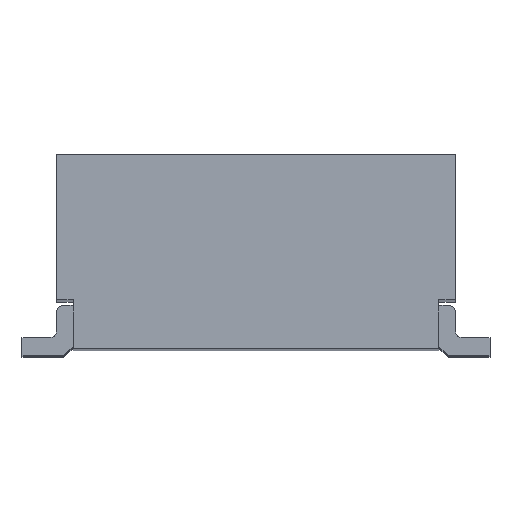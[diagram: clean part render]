
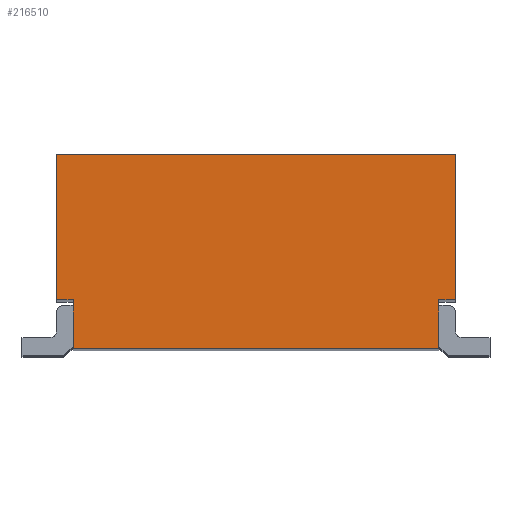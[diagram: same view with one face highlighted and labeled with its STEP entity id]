
A CAD part, top view. The second image highlights one B-rep face of the part: STEP entity #216510.
In plain terms, the highlighted planar face has unit normal (0, 0, 1).
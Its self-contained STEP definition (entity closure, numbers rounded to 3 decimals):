
#11780=CARTESIAN_POINT('',(-1.44,0.35,5.185));
#11790=VERTEX_POINT('',#11780);
#12280=CARTESIAN_POINT('',(-1.44,1.4,5.185));
#12290=VERTEX_POINT('',#12280);
#12320=CARTESIAN_POINT('',(-1.44,0.35,5.185));
#12330=DIRECTION('',(0.,1.,0.));
#12340=VECTOR('',#12330,1.);
#12350=LINE('',#12320,#12340);
#12360=EDGE_CURVE('',#11790,#12290,#12350,.T.);
#27470=CARTESIAN_POINT('',(1.44,1.4,5.185));
#27480=VERTEX_POINT('',#27470);
#27510=CARTESIAN_POINT('',(0.,1.4,5.185));
#27520=DIRECTION('',(1.,0.,0.));
#27530=VECTOR('',#27520,1.);
#27540=LINE('',#27510,#27530);
#27550=EDGE_CURVE('',#12290,#27480,#27540,.T.);
#126500=CARTESIAN_POINT('',(-1.32,0.35,5.185));
#126510=DIRECTION('',(-1.,0.,0.));
#126520=VECTOR('',#126510,1.);
#126530=LINE('',#126500,#126520);
#126540=CARTESIAN_POINT('',(-1.32,0.35,5.185));
#126550=VERTEX_POINT('',#126540);
#126560=EDGE_CURVE('',#126550,#11790,#126530,.T.);
#138370=CARTESIAN_POINT('',(-1.32,0.,5.185));
#138380=VERTEX_POINT('',#138370);
#138410=CARTESIAN_POINT('',(0.,0.,
5.185));
#138420=DIRECTION('',(-1.,0.,0.));
#138430=VECTOR('',#138420,1.);
#138440=LINE('',#138410,#138430);
#138450=CARTESIAN_POINT('',(1.32,0.,5.185));
#138460=VERTEX_POINT('',#138450);
#138470=EDGE_CURVE('',#138460,#138380,#138440,.T.);
#216120=CARTESIAN_POINT('',(-0.6,0.,
5.185));
#216130=DIRECTION('',(0.,0.,1.));
#216140=DIRECTION('',(0.,1.,0.));
#216150=AXIS2_PLACEMENT_3D('',#216120,#216130,#216140);
#216160=PLANE('',#216150);
#216170=ORIENTED_EDGE('',*,*,#138470,.F.);
#216180=CARTESIAN_POINT('',(-1.32,0.,5.185));
#216190=DIRECTION('',(0.,1.,0.));
#216200=VECTOR('',#216190,1.);
#216210=LINE('',#216180,#216200);
#216220=EDGE_CURVE('',#138380,#126550,#216210,.T.);
#216230=ORIENTED_EDGE('',*,*,#216220,.F.);
#216240=ORIENTED_EDGE('',*,*,#126560,.F.);
#216250=ORIENTED_EDGE('',*,*,#12360,.F.);
#216260=ORIENTED_EDGE('',*,*,#27550,.F.);
#216270=CARTESIAN_POINT('',(1.44,0.35,5.185));
#216280=DIRECTION('',(0.,1.,0.));
#216290=VECTOR('',#216280,1.);
#216300=LINE('',#216270,#216290);
#216310=CARTESIAN_POINT('',(1.44,0.35,5.185));
#216320=VERTEX_POINT('',#216310);
#216330=EDGE_CURVE('',#216320,#27480,#216300,.T.);
#216340=ORIENTED_EDGE('',*,*,#216330,.T.);
#216350=CARTESIAN_POINT('',(1.32,0.35,5.185));
#216360=DIRECTION('',(1.,0.,0.));
#216370=VECTOR('',#216360,1.);
#216380=LINE('',#216350,#216370);
#216390=CARTESIAN_POINT('',(1.32,0.35,5.185));
#216400=VERTEX_POINT('',#216390);
#216410=EDGE_CURVE('',#216400,#216320,#216380,.T.);
#216420=ORIENTED_EDGE('',*,*,#216410,.T.);
#216430=CARTESIAN_POINT('',(1.32,0.,5.185));
#216440=DIRECTION('',(0.,1.,0.));
#216450=VECTOR('',#216440,1.);
#216460=LINE('',#216430,#216450);
#216470=EDGE_CURVE('',#138460,#216400,#216460,.T.);
#216480=ORIENTED_EDGE('',*,*,#216470,.T.);
#216490=EDGE_LOOP('',(#216480,#216420,#216340,#216260,#216250,#216240,
#216230,#216170));
#216500=FACE_OUTER_BOUND('',#216490,.T.);
#216510=ADVANCED_FACE('',(#216500),#216160,.T.);
